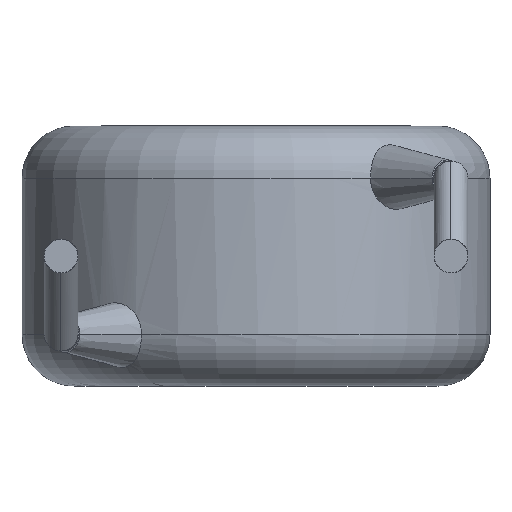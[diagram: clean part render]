
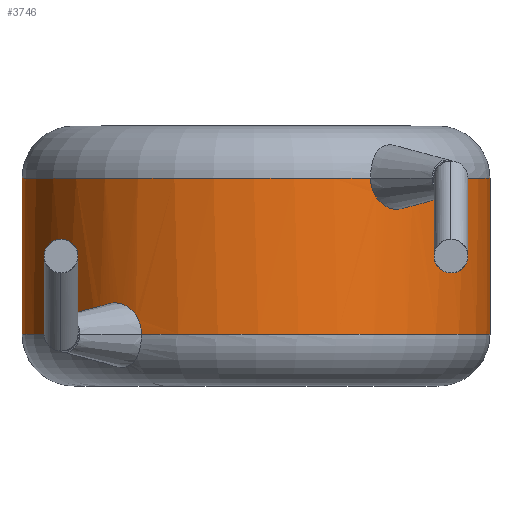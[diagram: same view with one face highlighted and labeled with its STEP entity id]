
A CAD part, front view. The second image highlights one B-rep face of the part: STEP entity #3746.
In plain terms, the highlighted cylindrical face has radius 4.5 mm (diameter 9 mm), a partial arc.
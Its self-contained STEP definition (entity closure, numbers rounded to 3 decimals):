
#26 = CARTESIAN_POINT ( 'NONE',  ( -3.172, -3.192, 1. ) ) ;
#55 = CARTESIAN_POINT ( 'NONE',  ( 2.838, -3.496, 3.398 ) ) ;
#121 = DIRECTION ( 'NONE',  ( 1., 0., 0. ) ) ;
#265 = DIRECTION ( 'NONE',  ( 0., 0., 1. ) ) ;
#281 = EDGE_CURVE ( 'NONE', #2180, #3325, #4093, .T. ) ;
#423 = B_SPLINE_CURVE_WITH_KNOTS ( 'NONE', 3,
 ( #2567, #2908, #1573, #3826, #1887, #1947, #3687, #2480, #2370, #3172 ),
 .UNSPECIFIED., .F., .F.,
 ( 4, 2, 2, 2, 4 ),
 ( 0., 0., 0.001, 0.001, 0.002 ),
 .UNSPECIFIED. ) ;
#624 = DIRECTION ( 'NONE',  ( -1., 0., 0. ) ) ;
#651 = DIRECTION ( 'NONE',  ( 1., 0., 0. ) ) ;
#723 = CARTESIAN_POINT ( 'NONE',  ( 3.172, -3.192, 4. ) ) ;
#754 = CARTESIAN_POINT ( 'NONE',  ( 2.957, -3.394, 3.461 ) ) ;
#760 = EDGE_CURVE ( 'NONE', #2180, #1218, #2209, .T. ) ;
#877 = AXIS2_PLACEMENT_3D ( 'NONE', #3406, #1100, #1793 ) ;
#985 = EDGE_CURVE ( 'NONE', #1190, #3325, #1041, .T. ) ;
#1041 = CIRCLE ( 'NONE', #3529, 4.5 ) ;
#1048 = AXIS2_PLACEMENT_3D ( 'NONE', #2729, #265, #2526 ) ;
#1094 = CARTESIAN_POINT ( 'NONE',  ( 2.261, -3.892, 3.684 ) ) ;
#1098 = DIRECTION ( 'NONE',  ( 0., 0., 1. ) ) ;
#1100 = DIRECTION ( 'NONE',  ( 0., 0., -1. ) ) ;
#1190 = VERTEX_POINT ( 'NONE', #1360 ) ;
#1212 = ORIENTED_EDGE ( 'NONE', *, *, #985, .T. ) ;
#1218 = VERTEX_POINT ( 'NONE', #4201 ) ;
#1288 = CARTESIAN_POINT ( 'NONE',  ( 4.5, 0., 1. ) ) ;
#1360 = CARTESIAN_POINT ( 'NONE',  ( 4.5, 0., 4. ) ) ;
#1386 = CARTESIAN_POINT ( 'NONE',  ( 2.585, -3.687, 3.398 ) ) ;
#1573 = CARTESIAN_POINT ( 'NONE',  ( -2.261, -3.892, 1.316 ) ) ;
#1576 = CARTESIAN_POINT ( 'NONE',  ( -4.5, 0., 5. ) ) ;
#1586 = AXIS2_PLACEMENT_3D ( 'NONE', #2046, #1098, #121 ) ;
#1597 = CIRCLE ( 'NONE', #1048, 4.5 ) ;
#1675 = CARTESIAN_POINT ( 'NONE',  ( 2.202, -3.925, 3.84 ) ) ;
#1704 = CARTESIAN_POINT ( 'NONE',  ( 2.202, -3.925, 4. ) ) ;
#1756 = CARTESIAN_POINT ( 'NONE',  ( -4.5, 0., 1. ) ) ;
#1793 = DIRECTION ( 'NONE',  ( 1., 0., 0. ) ) ;
#1887 = CARTESIAN_POINT ( 'NONE',  ( -2.585, -3.687, 1.602 ) ) ;
#1912 = DIRECTION ( 'NONE',  ( 0., 0., -1. ) ) ;
#1947 = CARTESIAN_POINT ( 'NONE',  ( -2.838, -3.496, 1.602 ) ) ;
#1984 = CIRCLE ( 'NONE', #1586, 4.5 ) ;
#2046 = CARTESIAN_POINT ( 'NONE',  ( 0., 0., 1. ) ) ;
#2089 = VERTEX_POINT ( 'NONE', #3413 ) ;
#2180 = VERTEX_POINT ( 'NONE', #4144 ) ;
#2189 = EDGE_LOOP ( 'NONE', ( #3173, #1212, #3981, #3121, #3845, #3379, #3888, #3113 ) ) ;
#2209 = CIRCLE ( 'NONE', #877, 4.5 ) ;
#2212 = EDGE_CURVE ( 'NONE', #1218, #4034, #4110, .T. ) ;
#2303 = CARTESIAN_POINT ( 'NONE',  ( 3.172, -3.192, 3.84 ) ) ;
#2370 = CARTESIAN_POINT ( 'NONE',  ( -3.172, -3.192, 1.16 ) ) ;
#2447 = VECTOR ( 'NONE', #2756, 1000. ) ;
#2480 = CARTESIAN_POINT ( 'NONE',  ( -3.126, -3.239, 1.315 ) ) ;
#2526 = DIRECTION ( 'NONE',  ( 1., 0., 0. ) ) ;
#2567 = CARTESIAN_POINT ( 'NONE',  ( -2.202, -3.925, 1. ) ) ;
#2645 = CARTESIAN_POINT ( 'NONE',  ( 4.5, 0., 5. ) ) ;
#2729 = CARTESIAN_POINT ( 'NONE',  ( 0., 0., 1. ) ) ;
#2756 = DIRECTION ( 'NONE',  ( 0., 0., -1. ) ) ;
#2819 = EDGE_CURVE ( 'NONE', #4034, #3339, #1597, .T. ) ;
#2842 = DIRECTION ( 'NONE',  ( 0., 0., -1. ) ) ;
#2908 = CARTESIAN_POINT ( 'NONE',  ( -2.202, -3.925, 1.16 ) ) ;
#2980 = CARTESIAN_POINT ( 'NONE',  ( 3.126, -3.239, 3.685 ) ) ;
#2997 = EDGE_CURVE ( 'NONE', #2089, #3828, #1984, .T. ) ;
#3113 = ORIENTED_EDGE ( 'NONE', *, *, #2997, .T. ) ;
#3121 = ORIENTED_EDGE ( 'NONE', *, *, #760, .T. ) ;
#3150 = VECTOR ( 'NONE', #3201, 1000. ) ;
#3172 = CARTESIAN_POINT ( 'NONE',  ( -3.172, -3.192, 1. ) ) ;
#3173 = ORIENTED_EDGE ( 'NONE', *, *, #3721, .F. ) ;
#3201 = DIRECTION ( 'NONE',  ( 0., 0., -1. ) ) ;
#3297 = CARTESIAN_POINT ( 'NONE',  ( 2.453, -3.774, 3.463 ) ) ;
#3325 = VERTEX_POINT ( 'NONE', #3907 ) ;
#3339 = VERTEX_POINT ( 'NONE', #26 ) ;
#3379 = ORIENTED_EDGE ( 'NONE', *, *, #2819, .T. ) ;
#3406 = CARTESIAN_POINT ( 'NONE',  ( 0., 0., 4. ) ) ;
#3413 = CARTESIAN_POINT ( 'NONE',  ( -2.202, -3.925, 1. ) ) ;
#3426 = AXIS2_PLACEMENT_3D ( 'NONE', #4164, #2842, #624 ) ;
#3529 = AXIS2_PLACEMENT_3D ( 'NONE', #3852, #1912, #651 ) ;
#3560 = CYLINDRICAL_SURFACE ( 'NONE', #3426, 4.5 ) ;
#3639 = EDGE_CURVE ( 'NONE', #2089, #3339, #423, .T. ) ;
#3687 = CARTESIAN_POINT ( 'NONE',  ( -2.957, -3.394, 1.539 ) ) ;
#3721 = EDGE_CURVE ( 'NONE', #1190, #3828, #4183, .T. ) ;
#3746 = ADVANCED_FACE ( 'NONE', ( #4130 ), #3560, .T. ) ;
#3826 = CARTESIAN_POINT ( 'NONE',  ( -2.453, -3.774, 1.537 ) ) ;
#3828 = VERTEX_POINT ( 'NONE', #1288 ) ;
#3845 = ORIENTED_EDGE ( 'NONE', *, *, #2212, .T. ) ;
#3852 = CARTESIAN_POINT ( 'NONE',  ( 0., 0., 4. ) ) ;
#3888 = ORIENTED_EDGE ( 'NONE', *, *, #3639, .F. ) ;
#3907 = CARTESIAN_POINT ( 'NONE',  ( 3.172, -3.192, 4. ) ) ;
#3981 = ORIENTED_EDGE ( 'NONE', *, *, #281, .F. ) ;
#4034 = VERTEX_POINT ( 'NONE', #1756 ) ;
#4093 = B_SPLINE_CURVE_WITH_KNOTS ( 'NONE', 3,
 ( #1704, #1675, #1094, #3297, #1386, #55, #754, #2980, #2303, #723 ),
 .UNSPECIFIED., .F., .F.,
 ( 4, 2, 2, 2, 4 ),
 ( 0., 0., 0.001, 0.001, 0.002 ),
 .UNSPECIFIED. ) ;
#4110 = LINE ( 'NONE', #1576, #3150 ) ;
#4130 = FACE_OUTER_BOUND ( 'NONE', #2189, .T. ) ;
#4144 = CARTESIAN_POINT ( 'NONE',  ( 2.202, -3.925, 4. ) ) ;
#4164 = CARTESIAN_POINT ( 'NONE',  ( 0., 0., 5. ) ) ;
#4183 = LINE ( 'NONE', #2645, #2447 ) ;
#4201 = CARTESIAN_POINT ( 'NONE',  ( -4.5, 0., 4. ) ) ;
